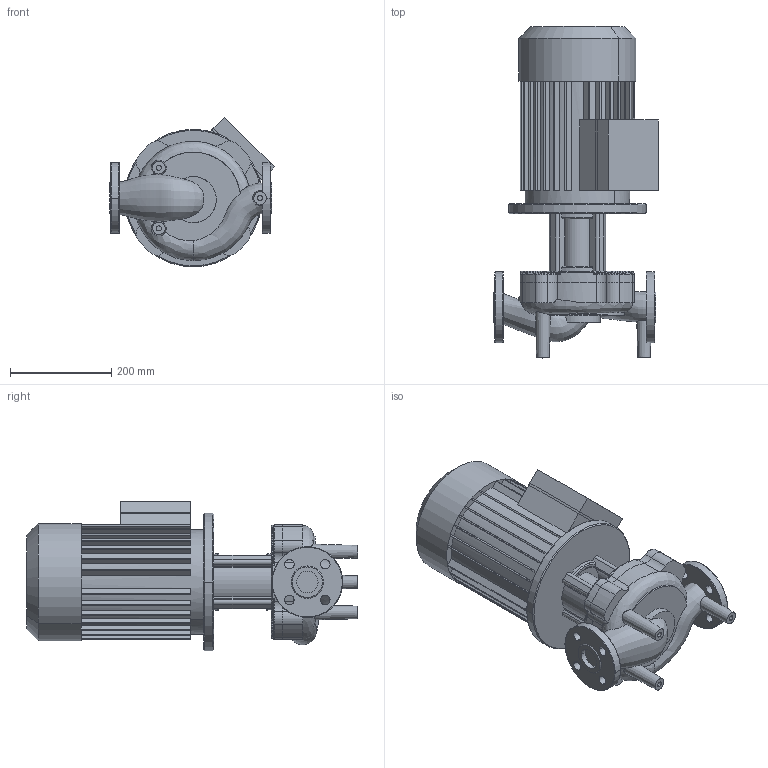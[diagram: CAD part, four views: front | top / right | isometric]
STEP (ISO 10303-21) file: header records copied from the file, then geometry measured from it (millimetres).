
FILE_DESCRIPTION((''),'2;1');
FILE_NAME('3d_IL32_170-4_2-2120867.stp','2016-05-24T11:15:58',(''),(''),'Mechanical Desktop 2009','Mechanical Desktop 2009',', , ');
FILE_SCHEMA(('CONFIG_CONTROL_DESIGN'));
Length unit declared in the file: millimetre
Products named in the file (1): Product
Bounding box: 325 x 656.03 x 296 mm (x, y, z)
Volume: 21316930.2 mm3; surface area: 1114813.5 mm2
Topology: 10 solids, 10 shells, 507 faces, 1356 edges, 871 vertices
Faces by surface type: bspline 142, plane 141, cylinder 140, torus 72, cone 12
Entity records: 27108 total; most frequent: CARTESIAN_POINT 14602, ORIENTED_EDGE 2682, DIRECTION 2548, EDGE_CURVE 1341, AXIS2_PLACEMENT_3D 1007, VERTEX_POINT 868, CIRCLE 642, EDGE_LOOP 557
